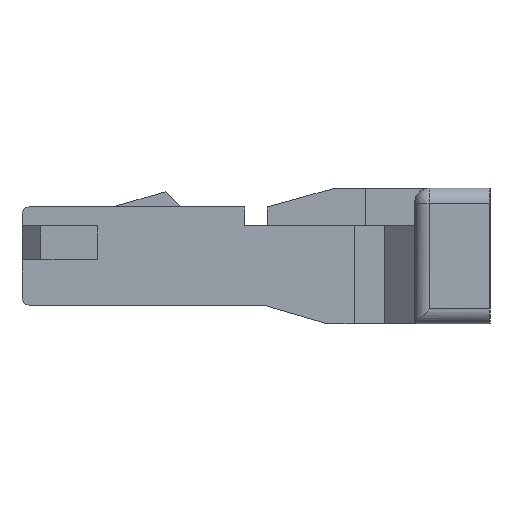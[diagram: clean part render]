
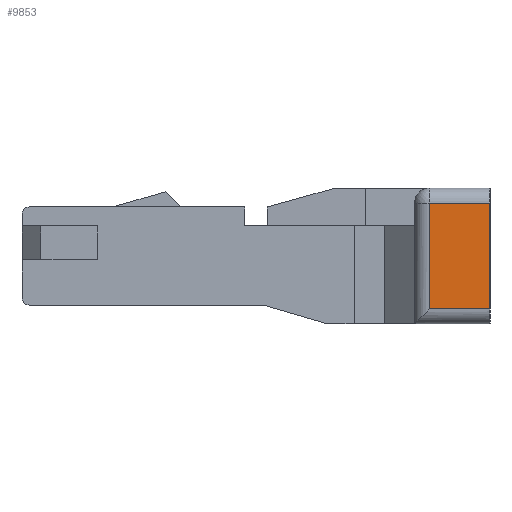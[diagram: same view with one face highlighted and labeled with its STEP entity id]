
A CAD part, left-side view. The second image highlights one B-rep face of the part: STEP entity #9853.
In plain terms, the highlighted planar face has unit normal (-1, 0, 0).
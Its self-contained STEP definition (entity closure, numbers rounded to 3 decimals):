
#55 = CYLINDRICAL_SURFACE('',#56,0.2);
#56 = AXIS2_PLACEMENT_3D('',#57,#58,#59);
#57 = CARTESIAN_POINT('',(-3.91,-10.582,-0.7));
#58 = DIRECTION('',(0.,1.,0.));
#59 = DIRECTION('',(0.,0.,-1.));
#105 = PLANE('',#106);
#106 = AXIS2_PLACEMENT_3D('',#107,#108,#109);
#107 = CARTESIAN_POINT('',(-4.11,-2.5,-0.9));
#108 = DIRECTION('',(0.,-1.,0.));
#109 = DIRECTION('',(1.,0.,0.));
#476 = EDGE_CURVE('',#477,#479,#481,.T.);
#477 = VERTEX_POINT('',#478);
#478 = CARTESIAN_POINT('',(-4.11,-2.5,-0.7));
#479 = VERTEX_POINT('',#480);
#480 = CARTESIAN_POINT('',(-4.11,-1.7,-0.7));
#481 = SURFACE_CURVE('',#482,(#486,#515),.PCURVE_S1.);
#482 = LINE('',#483,#484);
#483 = CARTESIAN_POINT('',(-4.11,-2.5,-0.7));
#484 = VECTOR('',#485,1.);
#485 = DIRECTION('',(0.,1.,0.));
#486 = PCURVE('',#55,#487);
#487 = DEFINITIONAL_REPRESENTATION('',(#488),#514);
#488 = B_SPLINE_CURVE_WITH_KNOTS('',3,(#489,#490,#491,#492,#493,#494,
    #495,#496,#497,#498,#499,#500,#501,#502,#503,#504,#505,#506,#507,
    #508,#509,#510,#511,#512,#513),.UNSPECIFIED.,.F.,.F.,(4,1,1,1,1,1,1,
    1,1,1,1,1,1,1,1,1,1,1,1,1,1,1,4),(0.,0.036,
    0.073,0.109,0.145,0.182,
    0.218,0.255,0.291,0.327,
    0.364,0.4,0.436,0.473,0.509,
    0.545,0.582,0.618,0.655,
    0.691,0.727,0.764,0.8),
  .QUASI_UNIFORM_KNOTS.);
#489 = CARTESIAN_POINT('',(1.571,8.082));
#490 = CARTESIAN_POINT('',(1.571,8.094));
#491 = CARTESIAN_POINT('',(1.571,8.119));
#492 = CARTESIAN_POINT('',(1.571,8.155));
#493 = CARTESIAN_POINT('',(1.571,8.191));
#494 = CARTESIAN_POINT('',(1.571,8.228));
#495 = CARTESIAN_POINT('',(1.571,8.264));
#496 = CARTESIAN_POINT('',(1.571,8.301));
#497 = CARTESIAN_POINT('',(1.571,8.337));
#498 = CARTESIAN_POINT('',(1.571,8.373));
#499 = CARTESIAN_POINT('',(1.571,8.41));
#500 = CARTESIAN_POINT('',(1.571,8.446));
#501 = CARTESIAN_POINT('',(1.571,8.482));
#502 = CARTESIAN_POINT('',(1.571,8.519));
#503 = CARTESIAN_POINT('',(1.571,8.555));
#504 = CARTESIAN_POINT('',(1.571,8.591));
#505 = CARTESIAN_POINT('',(1.571,8.628));
#506 = CARTESIAN_POINT('',(1.571,8.664));
#507 = CARTESIAN_POINT('',(1.571,8.701));
#508 = CARTESIAN_POINT('',(1.571,8.737));
#509 = CARTESIAN_POINT('',(1.571,8.773));
#510 = CARTESIAN_POINT('',(1.571,8.81));
#511 = CARTESIAN_POINT('',(1.571,8.846));
#512 = CARTESIAN_POINT('',(1.571,8.87));
#513 = CARTESIAN_POINT('',(1.571,8.882));
#514 = ( GEOMETRIC_REPRESENTATION_CONTEXT(2) 
PARAMETRIC_REPRESENTATION_CONTEXT() REPRESENTATION_CONTEXT('2D SPACE',''
  ) );
#515 = PCURVE('',#516,#521);
#516 = PLANE('',#517);
#517 = AXIS2_PLACEMENT_3D('',#518,#519,#520);
#518 = CARTESIAN_POINT('',(-4.11,-1.5,-0.9));
#519 = DIRECTION('',(-1.,0.,0.));
#520 = DIRECTION('',(0.,-1.,0.));
#521 = DEFINITIONAL_REPRESENTATION('',(#522),#526);
#522 = LINE('',#523,#524);
#523 = CARTESIAN_POINT('',(1.,0.2));
#524 = VECTOR('',#525,1.);
#525 = DIRECTION('',(-1.,0.));
#526 = ( GEOMETRIC_REPRESENTATION_CONTEXT(2) 
PARAMETRIC_REPRESENTATION_CONTEXT() REPRESENTATION_CONTEXT('2D SPACE',''
  ) );
#593 = CYLINDRICAL_SURFACE('',#594,0.2);
#594 = AXIS2_PLACEMENT_3D('',#595,#596,#597);
#595 = CARTESIAN_POINT('',(-3.91,-1.7,-3.246));
#596 = DIRECTION('',(0.,0.,1.));
#597 = DIRECTION('',(0.,1.,0.));
#880 = EDGE_CURVE('',#477,#881,#883,.T.);
#881 = VERTEX_POINT('',#882);
#882 = CARTESIAN_POINT('',(-4.11,-2.5,0.7));
#883 = SURFACE_CURVE('',#884,(#888,#895),.PCURVE_S1.);
#884 = LINE('',#885,#886);
#885 = CARTESIAN_POINT('',(-4.11,-2.5,-0.7));
#886 = VECTOR('',#887,1.);
#887 = DIRECTION('',(0.,0.,1.));
#888 = PCURVE('',#105,#889);
#889 = DEFINITIONAL_REPRESENTATION('',(#890),#894);
#890 = LINE('',#891,#892);
#891 = CARTESIAN_POINT('',(0.,0.2));
#892 = VECTOR('',#893,1.);
#893 = DIRECTION('',(0.,1.));
#894 = ( GEOMETRIC_REPRESENTATION_CONTEXT(2) 
PARAMETRIC_REPRESENTATION_CONTEXT() REPRESENTATION_CONTEXT('2D SPACE',''
  ) );
#895 = PCURVE('',#516,#896);
#896 = DEFINITIONAL_REPRESENTATION('',(#897),#901);
#897 = LINE('',#898,#899);
#898 = CARTESIAN_POINT('',(1.,0.2));
#899 = VECTOR('',#900,1.);
#900 = DIRECTION('',(0.,1.));
#901 = ( GEOMETRIC_REPRESENTATION_CONTEXT(2) 
PARAMETRIC_REPRESENTATION_CONTEXT() REPRESENTATION_CONTEXT('2D SPACE',''
  ) );
#920 = CYLINDRICAL_SURFACE('',#921,0.2);
#921 = AXIS2_PLACEMENT_3D('',#922,#923,#924);
#922 = CARTESIAN_POINT('',(-3.91,-10.582,0.7));
#923 = DIRECTION('',(0.,1.,0.));
#924 = DIRECTION('',(-1.,0.,0.));
#9742 = VERTEX_POINT('',#9743);
#9743 = CARTESIAN_POINT('',(-4.11,-1.7,0.7));
#9811 = EDGE_CURVE('',#479,#9742,#9812,.T.);
#9812 = SURFACE_CURVE('',#9813,(#9817,#9846),.PCURVE_S1.);
#9813 = LINE('',#9814,#9815);
#9814 = CARTESIAN_POINT('',(-4.11,-1.7,-0.7));
#9815 = VECTOR('',#9816,1.);
#9816 = DIRECTION('',(0.,0.,1.));
#9817 = PCURVE('',#593,#9818);
#9818 = DEFINITIONAL_REPRESENTATION('',(#9819),#9845);
#9819 = B_SPLINE_CURVE_WITH_KNOTS('',3,(#9820,#9821,#9822,#9823,#9824,
    #9825,#9826,#9827,#9828,#9829,#9830,#9831,#9832,#9833,#9834,#9835,
    #9836,#9837,#9838,#9839,#9840,#9841,#9842,#9843,#9844),
  .UNSPECIFIED.,.F.,.F.,(4,1,1,1,1,1,1,1,1,1,1,1,1,1,1,1,1,1,1,1,1,1,4),
  (0.,0.064,0.127,0.191,
    0.255,0.318,0.382,0.445,
    0.509,0.573,0.636,0.7,0.764,
    0.827,0.891,0.955,1.018,
    1.082,1.145,1.209,1.273,
    1.336,1.4),.QUASI_UNIFORM_KNOTS.);
#9820 = CARTESIAN_POINT('',(1.571,2.546));
#9821 = CARTESIAN_POINT('',(1.571,2.568));
#9822 = CARTESIAN_POINT('',(1.571,2.61));
#9823 = CARTESIAN_POINT('',(1.571,2.674));
#9824 = CARTESIAN_POINT('',(1.571,2.737));
#9825 = CARTESIAN_POINT('',(1.571,2.801));
#9826 = CARTESIAN_POINT('',(1.571,2.865));
#9827 = CARTESIAN_POINT('',(1.571,2.928));
#9828 = CARTESIAN_POINT('',(1.571,2.992));
#9829 = CARTESIAN_POINT('',(1.571,3.056));
#9830 = CARTESIAN_POINT('',(1.571,3.119));
#9831 = CARTESIAN_POINT('',(1.571,3.183));
#9832 = CARTESIAN_POINT('',(1.571,3.246));
#9833 = CARTESIAN_POINT('',(1.571,3.31));
#9834 = CARTESIAN_POINT('',(1.571,3.374));
#9835 = CARTESIAN_POINT('',(1.571,3.437));
#9836 = CARTESIAN_POINT('',(1.571,3.501));
#9837 = CARTESIAN_POINT('',(1.571,3.565));
#9838 = CARTESIAN_POINT('',(1.571,3.628));
#9839 = CARTESIAN_POINT('',(1.571,3.692));
#9840 = CARTESIAN_POINT('',(1.571,3.756));
#9841 = CARTESIAN_POINT('',(1.571,3.819));
#9842 = CARTESIAN_POINT('',(1.571,3.883));
#9843 = CARTESIAN_POINT('',(1.571,3.925));
#9844 = CARTESIAN_POINT('',(1.571,3.946));
#9845 = ( GEOMETRIC_REPRESENTATION_CONTEXT(2) 
PARAMETRIC_REPRESENTATION_CONTEXT() REPRESENTATION_CONTEXT('2D SPACE',''
  ) );
#9846 = PCURVE('',#516,#9847);
#9847 = DEFINITIONAL_REPRESENTATION('',(#9848),#9852);
#9848 = LINE('',#9849,#9850);
#9849 = CARTESIAN_POINT('',(0.2,0.2));
#9850 = VECTOR('',#9851,1.);
#9851 = DIRECTION('',(0.,1.));
#9852 = ( GEOMETRIC_REPRESENTATION_CONTEXT(2) 
PARAMETRIC_REPRESENTATION_CONTEXT() REPRESENTATION_CONTEXT('2D SPACE',''
  ) );
#9853 = ADVANCED_FACE('',(#9854),#516,.T.);
#9854 = FACE_BOUND('',#9855,.F.);
#9855 = EDGE_LOOP('',(#9856,#9899,#9900,#9901));
#9856 = ORIENTED_EDGE('',*,*,#9857,.F.);
#9857 = EDGE_CURVE('',#881,#9742,#9858,.T.);
#9858 = SURFACE_CURVE('',#9859,(#9863,#9870),.PCURVE_S1.);
#9859 = LINE('',#9860,#9861);
#9860 = CARTESIAN_POINT('',(-4.11,-2.5,0.7));
#9861 = VECTOR('',#9862,1.);
#9862 = DIRECTION('',(0.,1.,0.));
#9863 = PCURVE('',#516,#9864);
#9864 = DEFINITIONAL_REPRESENTATION('',(#9865),#9869);
#9865 = LINE('',#9866,#9867);
#9866 = CARTESIAN_POINT('',(1.,1.6));
#9867 = VECTOR('',#9868,1.);
#9868 = DIRECTION('',(-1.,0.));
#9869 = ( GEOMETRIC_REPRESENTATION_CONTEXT(2) 
PARAMETRIC_REPRESENTATION_CONTEXT() REPRESENTATION_CONTEXT('2D SPACE',''
  ) );
#9870 = PCURVE('',#920,#9871);
#9871 = DEFINITIONAL_REPRESENTATION('',(#9872),#9898);
#9872 = B_SPLINE_CURVE_WITH_KNOTS('',3,(#9873,#9874,#9875,#9876,#9877,
    #9878,#9879,#9880,#9881,#9882,#9883,#9884,#9885,#9886,#9887,#9888,
    #9889,#9890,#9891,#9892,#9893,#9894,#9895,#9896,#9897),
  .UNSPECIFIED.,.F.,.F.,(4,1,1,1,1,1,1,1,1,1,1,1,1,1,1,1,1,1,1,1,1,1,4),
  (0.,0.036,0.073,0.109,
    0.145,0.182,0.218,0.255,
    0.291,0.327,0.364,0.4,0.436,
    0.473,0.509,0.545,0.582,
    0.618,0.655,0.691,0.727,
    0.764,0.8),.QUASI_UNIFORM_KNOTS.);
#9873 = CARTESIAN_POINT('',(0.,8.082));
#9874 = CARTESIAN_POINT('',(0.,8.094));
#9875 = CARTESIAN_POINT('',(0.,8.119));
#9876 = CARTESIAN_POINT('',(0.,8.155));
#9877 = CARTESIAN_POINT('',(0.,8.191));
#9878 = CARTESIAN_POINT('',(0.,8.228));
#9879 = CARTESIAN_POINT('',(0.,8.264));
#9880 = CARTESIAN_POINT('',(0.,8.301));
#9881 = CARTESIAN_POINT('',(0.,8.337));
#9882 = CARTESIAN_POINT('',(0.,8.373));
#9883 = CARTESIAN_POINT('',(0.,8.41));
#9884 = CARTESIAN_POINT('',(0.,8.446));
#9885 = CARTESIAN_POINT('',(0.,8.482));
#9886 = CARTESIAN_POINT('',(0.,8.519));
#9887 = CARTESIAN_POINT('',(0.,8.555));
#9888 = CARTESIAN_POINT('',(0.,8.591));
#9889 = CARTESIAN_POINT('',(0.,8.628));
#9890 = CARTESIAN_POINT('',(0.,8.664));
#9891 = CARTESIAN_POINT('',(0.,8.701));
#9892 = CARTESIAN_POINT('',(0.,8.737));
#9893 = CARTESIAN_POINT('',(0.,8.773));
#9894 = CARTESIAN_POINT('',(0.,8.81));
#9895 = CARTESIAN_POINT('',(0.,8.846));
#9896 = CARTESIAN_POINT('',(0.,8.87));
#9897 = CARTESIAN_POINT('',(0.,8.882));
#9898 = ( GEOMETRIC_REPRESENTATION_CONTEXT(2) 
PARAMETRIC_REPRESENTATION_CONTEXT() REPRESENTATION_CONTEXT('2D SPACE',''
  ) );
#9899 = ORIENTED_EDGE('',*,*,#880,.F.);
#9900 = ORIENTED_EDGE('',*,*,#476,.T.);
#9901 = ORIENTED_EDGE('',*,*,#9811,.T.);
